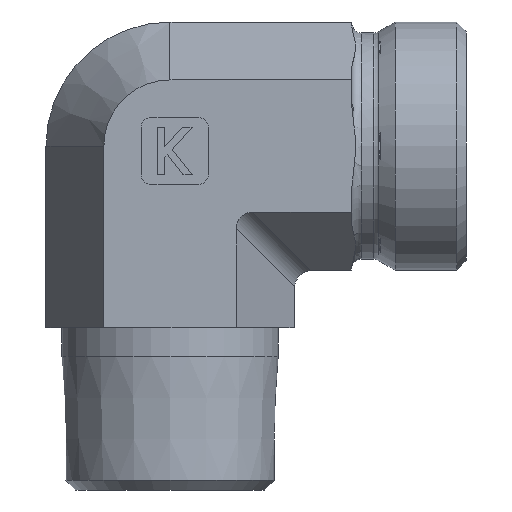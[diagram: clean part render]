
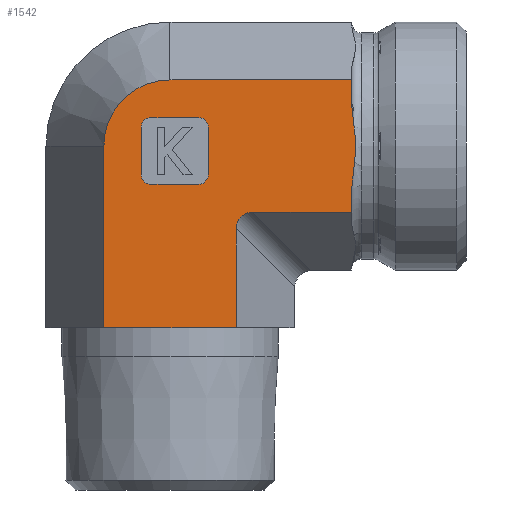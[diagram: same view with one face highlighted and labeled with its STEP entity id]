
A CAD part, left-side view. The second image highlights one B-rep face of the part: STEP entity #1542.
In plain terms, the highlighted planar face has unit normal (-1, 0, 0).
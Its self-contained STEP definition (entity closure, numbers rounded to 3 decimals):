
#404=CARTESIAN_POINT('',(-30.485,16.472,3.));
#405=VERTEX_POINT('',#404);
#406=CARTESIAN_POINT('',(-30.485,2.616,3.));
#407=VERTEX_POINT('',#406);
#408=CARTESIAN_POINT('',(-30.485,16.472,3.));
#409=DIRECTION('',(0.0,-1.0,0.0));
#410=VECTOR('',#409,13.856);
#411=LINE('',#408,#410);
#412=EDGE_CURVE('',#405,#407,#411,.T.);
#636=CARTESIAN_POINT('',(-30.485,16.472,22.));
#637=VERTEX_POINT('',#636);
#638=CARTESIAN_POINT('',(-30.485,16.472,3.));
#639=DIRECTION('',(0.0,0.0,1.0));
#640=VECTOR('',#639,19.);
#641=LINE('',#638,#640);
#642=EDGE_CURVE('',#405,#637,#641,.T.);
#840=CARTESIAN_POINT('',(-30.485,-9.456,26.596));
#841=VERTEX_POINT('',#840);
#849=CARTESIAN_POINT('',(-30.485,-9.456,17.404));
#850=VERTEX_POINT('',#849);
#851=CARTESIAN_POINT('',(-30.485,-9.456,17.404));
#852=CARTESIAN_POINT('',(-30.485,-9.456,17.913));
#853=CARTESIAN_POINT('',(-30.485,-9.515,18.52));
#854=CARTESIAN_POINT('',(-30.485,-9.707,19.955));
#855=CARTESIAN_POINT('',(-30.485,-9.929,21.06));
#856=CARTESIAN_POINT('',(-30.485,-9.929,22.94));
#857=CARTESIAN_POINT('',(-30.485,-9.707,24.045));
#858=CARTESIAN_POINT('',(-30.485,-9.515,25.48));
#859=CARTESIAN_POINT('',(-30.485,-9.456,26.087));
#860=CARTESIAN_POINT('',(-30.485,-9.456,26.596));
#861=B_SPLINE_CURVE_WITH_KNOTS('',3,(#851,#852,#853,#854,#855,#856,#857,#858,#859,#860),.UNSPECIFIED.,.F.,.U.,(4,2,2,2,4),(0.949,1.101,1.383,1.665,1.818),.UNSPECIFIED.);
#862=EDGE_CURVE('',#850,#841,#861,.T.);
#1338=CARTESIAN_POINT('',(-30.485,9.544,28.928));
#1339=VERTEX_POINT('',#1338);
#1346=CARTESIAN_POINT('',(-30.485,-9.456,28.928));
#1347=VERTEX_POINT('',#1346);
#1348=CARTESIAN_POINT('',(-30.485,9.544,28.928));
#1349=DIRECTION('',(0.0,-1.0,0.0));
#1350=VECTOR('',#1349,19.);
#1351=LINE('',#1348,#1350);
#1352=EDGE_CURVE('',#1339,#1347,#1351,.T.);
#1376=CARTESIAN_POINT('',(-30.485,-9.456,15.072));
#1377=VERTEX_POINT('',#1376);
#1384=CARTESIAN_POINT('',(-30.485,0.884,15.072));
#1385=VERTEX_POINT('',#1384);
#1386=CARTESIAN_POINT('',(-30.485,0.884,15.072));
#1387=DIRECTION('',(0.0,-1.0,0.0));
#1388=VECTOR('',#1387,10.34);
#1389=LINE('',#1386,#1388);
#1390=EDGE_CURVE('',#1385,#1377,#1389,.T.);
#1426=CARTESIAN_POINT('',(-30.485,2.616,0.0));
#1427=DIRECTION('',(-1.0,0.0,0.0));
#1428=DIRECTION('',(0.0,0.0,1.0));
#1429=AXIS2_PLACEMENT_3D('',#1426,#1427,#1428);
#1430=PLANE('',#1429);
#1431=ORIENTED_EDGE('',*,*,#412,.T.);
#1432=CARTESIAN_POINT('',(-30.485,2.616,13.34));
#1433=VERTEX_POINT('',#1432);
#1434=CARTESIAN_POINT('',(-30.485,2.616,3.));
#1435=DIRECTION('',(0.0,0.0,1.0));
#1436=VECTOR('',#1435,10.34);
#1437=LINE('',#1434,#1436);
#1438=EDGE_CURVE('',#407,#1433,#1437,.T.);
#1439=ORIENTED_EDGE('',*,*,#1438,.T.);
#1440=CARTESIAN_POINT('',(-30.485,0.306,12.762));
#1441=DIRECTION('',(-1.0,0.0,0.0));
#1442=DIRECTION('',(0.0,0.707,0.707));
#1443=AXIS2_PLACEMENT_3D('',#1440,#1441,#1442);
#1444=ELLIPSE('',#1443,2.582,2.0);
#1445=EDGE_CURVE('',#1385,#1433,#1444,.T.);
#1446=ORIENTED_EDGE('',*,*,#1445,.F.);
#1447=ORIENTED_EDGE('',*,*,#1390,.T.);
#1448=CARTESIAN_POINT('',(-30.485,-9.456,15.072));
#1449=DIRECTION('',(0.0,0.0,1.0));
#1450=VECTOR('',#1449,2.332);
#1451=LINE('',#1448,#1450);
#1452=EDGE_CURVE('',#1377,#850,#1451,.T.);
#1453=ORIENTED_EDGE('',*,*,#1452,.T.);
#1454=ORIENTED_EDGE('',*,*,#862,.T.);
#1455=CARTESIAN_POINT('',(-30.485,-9.456,26.596));
#1456=DIRECTION('',(0.0,0.0,1.0));
#1457=VECTOR('',#1456,2.332);
#1458=LINE('',#1455,#1457);
#1459=EDGE_CURVE('',#841,#1347,#1458,.T.);
#1460=ORIENTED_EDGE('',*,*,#1459,.T.);
#1461=ORIENTED_EDGE('',*,*,#1352,.F.);
#1462=CARTESIAN_POINT('',(-30.485,9.544,22.));
#1463=DIRECTION('',(-1.0,0.0,0.0));
#1464=DIRECTION('',(0.0,0.0,1.0));
#1465=AXIS2_PLACEMENT_3D('',#1462,#1463,#1464);
#1466=CIRCLE('',#1465,6.928);
#1467=EDGE_CURVE('',#1339,#637,#1466,.T.);
#1468=ORIENTED_EDGE('',*,*,#1467,.T.);
#1469=ORIENTED_EDGE('',*,*,#642,.F.);
#1470=EDGE_LOOP('',(#1431,#1439,#1446,#1447,#1453,#1454,#1460,#1461,#1468,#1469));
#1471=FACE_OUTER_BOUND('',#1470,.T.);
#1472=CARTESIAN_POINT('',(-30.485,6.544,18.));
#1473=VERTEX_POINT('',#1472);
#1474=CARTESIAN_POINT('',(-30.485,11.544,18.));
#1475=VERTEX_POINT('',#1474);
#1476=CARTESIAN_POINT('',(-30.485,6.544,18.));
#1477=DIRECTION('',(0.0,1.0,0.0));
#1478=VECTOR('',#1477,5.0);
#1479=LINE('',#1476,#1478);
#1480=EDGE_CURVE('',#1473,#1475,#1479,.T.);
#1481=ORIENTED_EDGE('',*,*,#1480,.T.);
#1482=CARTESIAN_POINT('',(-30.485,12.544,19.));
#1483=VERTEX_POINT('',#1482);
#1484=CARTESIAN_POINT('',(-30.485,11.544,19.));
#1485=DIRECTION('',(-1.0,0.0,0.0));
#1486=DIRECTION('',(0.0,0.707,-0.707));
#1487=AXIS2_PLACEMENT_3D('',#1484,#1485,#1486);
#1488=CIRCLE('',#1487,1.0);
#1489=EDGE_CURVE('',#1483,#1475,#1488,.T.);
#1490=ORIENTED_EDGE('',*,*,#1489,.F.);
#1491=CARTESIAN_POINT('',(-30.485,12.544,24.));
#1492=VERTEX_POINT('',#1491);
#1493=CARTESIAN_POINT('',(-30.485,12.544,19.));
#1494=DIRECTION('',(0.0,0.0,1.0));
#1495=VECTOR('',#1494,5.0);
#1496=LINE('',#1493,#1495);
#1497=EDGE_CURVE('',#1483,#1492,#1496,.T.);
#1498=ORIENTED_EDGE('',*,*,#1497,.T.);
#1499=CARTESIAN_POINT('',(-30.485,11.544,25.));
#1500=VERTEX_POINT('',#1499);
#1501=CARTESIAN_POINT('',(-30.485,11.544,24.));
#1502=DIRECTION('',(-1.0,0.0,0.0));
#1503=DIRECTION('',(0.0,0.707,0.707));
#1504=AXIS2_PLACEMENT_3D('',#1501,#1502,#1503);
#1505=CIRCLE('',#1504,1.0);
#1506=EDGE_CURVE('',#1500,#1492,#1505,.T.);
#1507=ORIENTED_EDGE('',*,*,#1506,.F.);
#1508=CARTESIAN_POINT('',(-30.485,6.544,25.));
#1509=VERTEX_POINT('',#1508);
#1510=CARTESIAN_POINT('',(-30.485,11.544,25.));
#1511=DIRECTION('',(0.0,-1.0,0.0));
#1512=VECTOR('',#1511,5.);
#1513=LINE('',#1510,#1512);
#1514=EDGE_CURVE('',#1500,#1509,#1513,.T.);
#1515=ORIENTED_EDGE('',*,*,#1514,.T.);
#1516=CARTESIAN_POINT('',(-30.485,5.544,24.));
#1517=VERTEX_POINT('',#1516);
#1518=CARTESIAN_POINT('',(-30.485,6.544,24.));
#1519=DIRECTION('',(-1.0,0.0,0.0));
#1520=DIRECTION('',(0.0,-0.707,0.707));
#1521=AXIS2_PLACEMENT_3D('',#1518,#1519,#1520);
#1522=CIRCLE('',#1521,1.0);
#1523=EDGE_CURVE('',#1517,#1509,#1522,.T.);
#1524=ORIENTED_EDGE('',*,*,#1523,.F.);
#1525=CARTESIAN_POINT('',(-30.485,5.544,19.));
#1526=VERTEX_POINT('',#1525);
#1527=CARTESIAN_POINT('',(-30.485,5.544,24.));
#1528=DIRECTION('',(0.0,0.0,-1.0));
#1529=VECTOR('',#1528,5.0);
#1530=LINE('',#1527,#1529);
#1531=EDGE_CURVE('',#1517,#1526,#1530,.T.);
#1532=ORIENTED_EDGE('',*,*,#1531,.T.);
#1533=CARTESIAN_POINT('',(-30.485,6.544,19.));
#1534=DIRECTION('',(-1.0,0.0,0.0));
#1535=DIRECTION('',(0.0,-0.707,-0.707));
#1536=AXIS2_PLACEMENT_3D('',#1533,#1534,#1535);
#1537=CIRCLE('',#1536,1.0);
#1538=EDGE_CURVE('',#1473,#1526,#1537,.T.);
#1539=ORIENTED_EDGE('',*,*,#1538,.F.);
#1540=EDGE_LOOP('',(#1481,#1490,#1498,#1507,#1515,#1524,#1532,#1539));
#1541=FACE_BOUND('',#1540,.T.);
#1542=ADVANCED_FACE('',(#1471,#1541),#1430,.T.);
